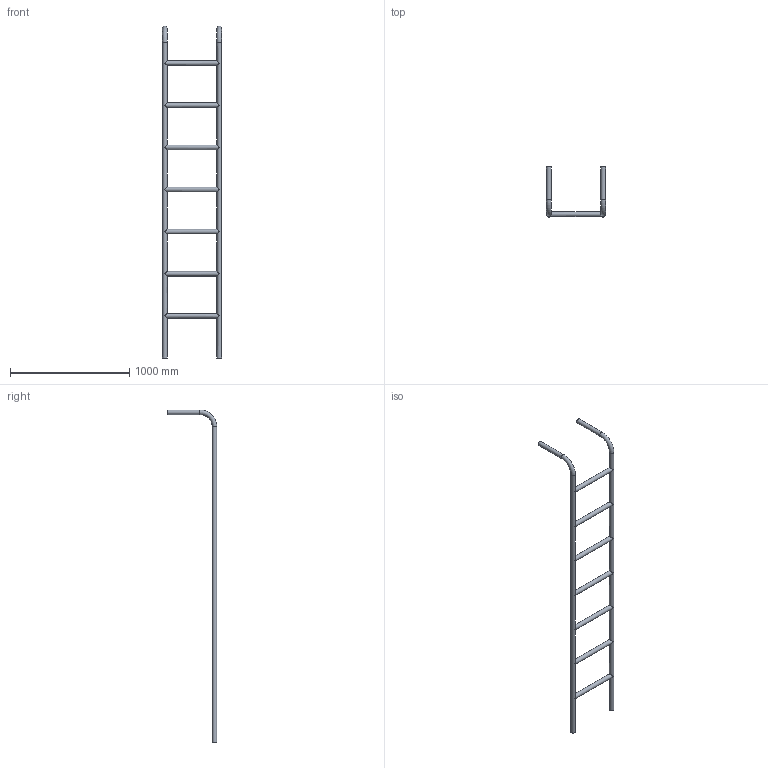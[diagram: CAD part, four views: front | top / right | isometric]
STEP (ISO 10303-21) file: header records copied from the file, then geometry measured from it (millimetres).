
FILE_DESCRIPTION(/* description */ (''),/* implementation_level */ '2;1');
FILE_NAME(/* name */ '5fca9cb6ca8247140291b46c',/* time_stamp */ '2020-12-04T20:31:51+00:00',/* author */ (''),/* organization */ (''),/* preprocessor_version */ 'ST-DEVELOPER v16.7',/* originating_system */ $,/* authorisation */ $);
FILE_SCHEMA (('AUTOMOTIVE_DESIGN {1 0 10303 214 3 1 1}'));
Length unit declared in the file: metre
Products named in the file (1): ladder
Bounding box: 495.3 x 415.53 x 2786.38 mm (x, y, z)
Volume: 10485396.7 mm3; surface area: 1091841.2 mm2
Topology: 1 solids, 1 shells, 17 faces, 49 edges, 36 vertices
Faces by surface type: cylinder 11, plane 4, torus 2
Full cylindrical faces by diameter (mm): 38.1 x11
Entity records: 588 total; most frequent: DIRECTION 108, CARTESIAN_POINT 90, ORIENTED_EDGE 72, AXIS2_PLACEMENT_3D 54, EDGE_LOOP 44, FACE_BOUND 44, EDGE_CURVE 36, VERTEX_POINT 36
